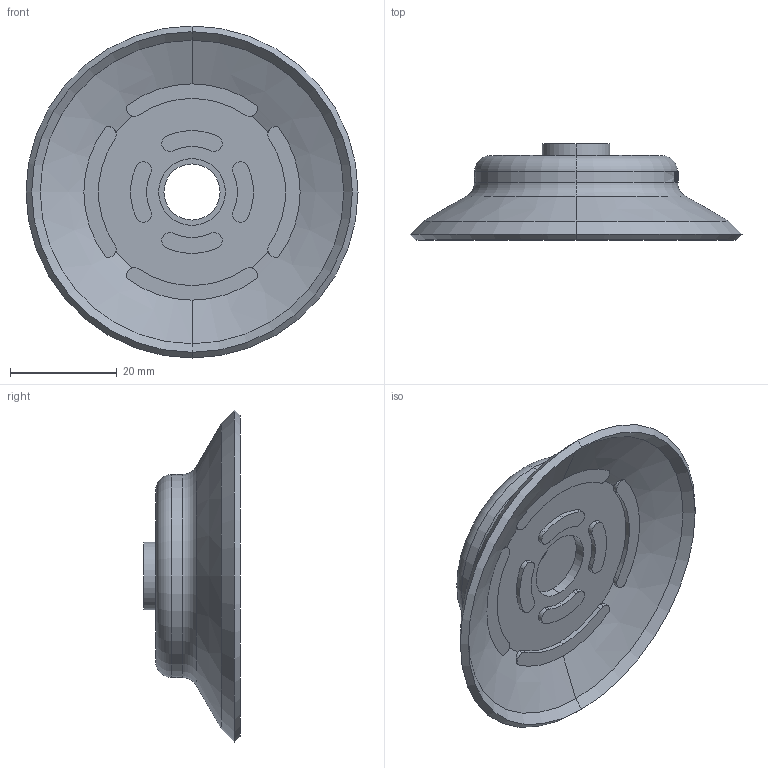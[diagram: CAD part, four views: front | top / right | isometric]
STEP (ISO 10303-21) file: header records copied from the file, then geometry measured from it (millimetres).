
FILE_DESCRIPTION(('STEP AP214'),'1');
FILE_NAME('COVAL_VPG60NBR.stp','2017-12-27T16:20:06',('TraceParts'),('TraceParts S.A.'),'Spatial InterOp 3D',' ',' ');
FILE_SCHEMA(('automotive_design'));
Length unit declared in the file: millimetre
Products named in the file (1): COVAL_VPG60NBR
Bounding box: 62.12 x 18 x 62.12 mm (x, y, z)
Volume: 11630.6 mm3; surface area: 9449 mm2
Topology: 1 solids, 1 shells, 137 faces, 349 edges, 228 vertices
Faces by surface type: cylinder 67, bspline 29, plane 27, cone 10, torus 4
Entity records: 8984 total; most frequent: CARTESIAN_POINT 4689, ORIENTED_EDGE 698, DIRECTION 624, EDGE_CURVE 349, AXIS2_PLACEMENT_3D 273, VERTEX_POINT 228, CIRCLE 164, EDGE_LOOP 153
